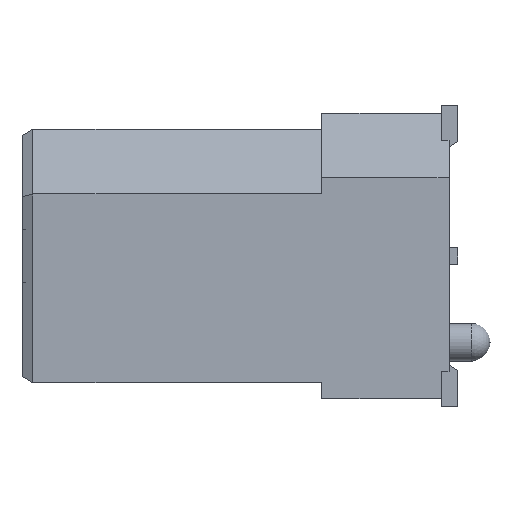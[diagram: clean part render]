
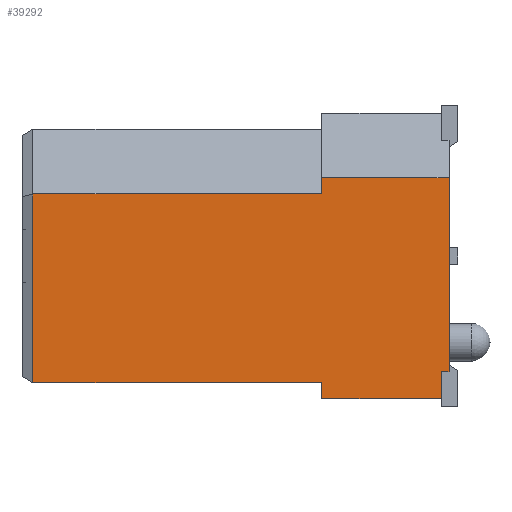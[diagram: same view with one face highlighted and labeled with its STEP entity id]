
A CAD part, left-side view. The second image highlights one B-rep face of the part: STEP entity #39292.
In plain terms, the highlighted face is planar.
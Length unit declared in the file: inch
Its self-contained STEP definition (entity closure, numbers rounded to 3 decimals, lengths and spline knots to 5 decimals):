
#9123=ORIENTED_EDGE('',*,*,#16738,.F.);
#9124=ORIENTED_EDGE('',*,*,#15276,.T.);
#9125=ORIENTED_EDGE('',*,*,#16739,.F.);
#9126=ORIENTED_EDGE('',*,*,#16740,.F.);
#9127=ORIENTED_EDGE('',*,*,#16741,.F.);
#9128=ORIENTED_EDGE('',*,*,#16742,.F.);
#9129=ORIENTED_EDGE('',*,*,#16743,.T.);
#9130=ORIENTED_EDGE('',*,*,#16744,.F.);
#9131=ORIENTED_EDGE('',*,*,#16745,.T.);
#9132=ORIENTED_EDGE('',*,*,#16746,.F.);
#15276=EDGE_CURVE('',#19761,#19760,#24636,.T.);
#16738=EDGE_CURVE('',#19761,#21077,#26098,.T.);
#16739=EDGE_CURVE('',#21078,#19760,#26099,.T.);
#16740=EDGE_CURVE('',#21079,#21078,#26100,.T.);
#16741=EDGE_CURVE('',#21080,#21079,#26101,.T.);
#16742=EDGE_CURVE('',#21081,#21080,#26102,.T.);
#16743=EDGE_CURVE('',#21081,#21082,#26103,.T.);
#16744=EDGE_CURVE('',#21083,#21082,#26104,.T.);
#16745=EDGE_CURVE('',#21083,#21084,#26105,.T.);
#16746=EDGE_CURVE('',#21077,#21084,#26106,.T.);
#19760=VERTEX_POINT('',#58898);
#19761=VERTEX_POINT('',#58900);
#21077=VERTEX_POINT('',#61811);
#21078=VERTEX_POINT('',#61813);
#21079=VERTEX_POINT('',#61815);
#21080=VERTEX_POINT('',#61817);
#21081=VERTEX_POINT('',#61819);
#21082=VERTEX_POINT('',#61821);
#21083=VERTEX_POINT('',#61823);
#21084=VERTEX_POINT('',#61825);
#24636=LINE('',#58899,#30200);
#26098=LINE('',#61810,#31662);
#26099=LINE('',#61812,#31663);
#26100=LINE('',#61814,#31664);
#26101=LINE('',#61816,#31665);
#26102=LINE('',#61818,#31666);
#26103=LINE('',#61820,#31667);
#26104=LINE('',#61822,#31668);
#26105=LINE('',#61824,#31669);
#26106=LINE('',#61826,#31670);
#30200=VECTOR('',#48157,39.37008);
#31662=VECTOR('',#49885,39.37008);
#31663=VECTOR('',#49886,39.37008);
#31664=VECTOR('',#49887,39.37008);
#31665=VECTOR('',#49888,39.37008);
#31666=VECTOR('',#49889,39.37008);
#31667=VECTOR('',#49890,39.37008);
#31668=VECTOR('',#49891,39.37008);
#31669=VECTOR('',#49892,39.37008);
#31670=VECTOR('',#49893,39.37008);
#33610=EDGE_LOOP('',(#9123,#9124,#9125,#9126,#9127,#9128,#9129,#9130,#9131,
#9132));
#35532=FACE_BOUND('',#33610,.T.);
#37384=PLANE('',#41376);
#39292=ADVANCED_FACE('',(#35532),#37384,.F.);
#41376=AXIS2_PLACEMENT_3D('',#61809,#49883,#49884);
#48157=DIRECTION('',(0.,0.,-1.));
#49883=DIRECTION('',(-1.,0.,0.));
#49884=DIRECTION('',(0.,0.,1.));
#49885=DIRECTION('',(0.,1.,0.));
#49886=DIRECTION('',(0.,-1.,0.));
#49887=DIRECTION('',(0.,0.,-1.));
#49888=DIRECTION('',(0.,-1.,0.));
#49889=DIRECTION('',(0.,0.,-1.));
#49890=DIRECTION('',(0.,-1.,0.));
#49891=DIRECTION('',(0.,0.,-1.));
#49892=DIRECTION('',(0.,-1.,0.));
#49893=DIRECTION('',(0.,0.,1.));
#58898=CARTESIAN_POINT('',(0.7875,0.,-0.0725));
#58899=CARTESIAN_POINT('',(0.7875,0.,0.1175));
#58900=CARTESIAN_POINT('',(0.7875,0.,0.1075));
#61809=CARTESIAN_POINT('',(0.7875,0.386,0.1175));
#61810=CARTESIAN_POINT('',(0.7875,0.386,0.1075));
#61811=CARTESIAN_POINT('',(0.7875,0.007,0.1075));
#61812=CARTESIAN_POINT('',(0.7875,0.118,-0.0725));
#61813=CARTESIAN_POINT('',(0.7875,0.118,-0.0725));
#61814=CARTESIAN_POINT('',(0.7875,0.118,0.1325));
#61815=CARTESIAN_POINT('',(0.7875,0.118,-0.0575));
#61816=CARTESIAN_POINT('',(0.7875,0.386,-0.0575));
#61817=CARTESIAN_POINT('',(0.7875,0.386,-0.0575));
#61818=CARTESIAN_POINT('',(0.7875,0.386,0.1175));
#61819=CARTESIAN_POINT('',(0.7875,0.386,0.1175));
#61820=CARTESIAN_POINT('',(0.7875,0.386,0.1175));
#61821=CARTESIAN_POINT('',(0.7875,0.118,0.1175));
#61822=CARTESIAN_POINT('',(0.7875,0.118,0.1325));
#61823=CARTESIAN_POINT('',(0.7875,0.118,0.1325));
#61824=CARTESIAN_POINT('',(0.7875,0.118,0.1325));
#61825=CARTESIAN_POINT('',(0.7875,0.007,0.1325));
#61826=CARTESIAN_POINT('',(0.7875,0.007,0.1175));
